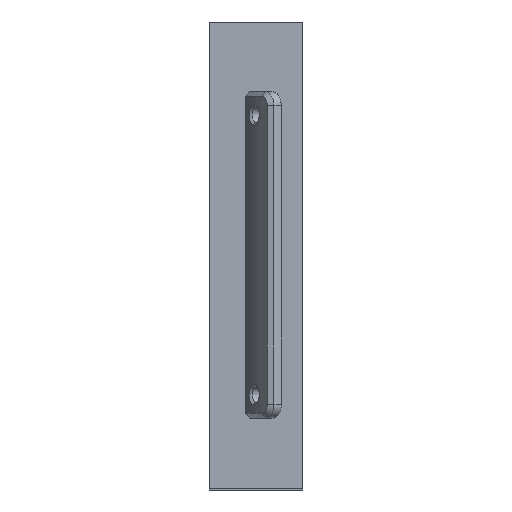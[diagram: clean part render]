
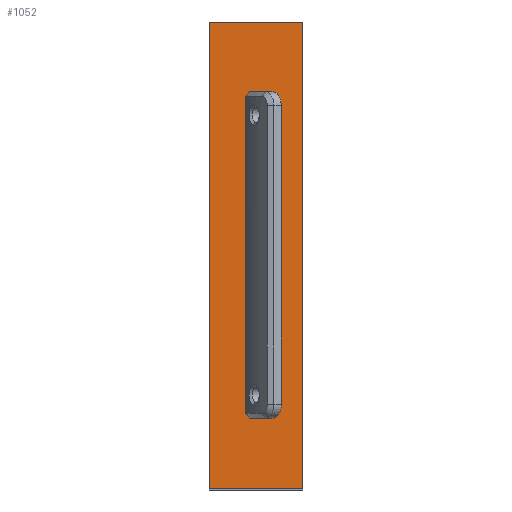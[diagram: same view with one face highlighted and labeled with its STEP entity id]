
A CAD part, top view. The second image highlights one B-rep face of the part: STEP entity #1052.
In plain terms, the highlighted planar face has unit normal (0, 0, -1).
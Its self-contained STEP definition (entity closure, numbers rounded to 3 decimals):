
#1013=DIRECTION('',(0.,-1.,0.));
#1014=VECTOR('',#1013,100.);
#1015=CARTESIAN_POINT('',(-48.514,50.,0.));
#1016=LINE('',#1015,#1014);
#1017=DIRECTION('',(1.,0.,0.));
#1018=VECTOR('',#1017,20.);
#1019=CARTESIAN_POINT('',(-48.514,-50.,0.));
#1020=LINE('',#1019,#1018);
#1021=DIRECTION('',(0.,1.,0.));
#1022=VECTOR('',#1021,100.);
#1023=CARTESIAN_POINT('',(-28.514,-50.,0.));
#1024=LINE('',#1023,#1022);
#1025=DIRECTION('',(-1.,0.,0.));
#1026=VECTOR('',#1025,20.);
#1027=CARTESIAN_POINT('',(-28.514,50.,0.));
#1028=LINE('',#1027,#1026);
#1029=CARTESIAN_POINT('',(-48.514,-50.,0.));
#1030=CARTESIAN_POINT('',(-48.514,50.,0.));
#1031=VERTEX_POINT('',#1029);
#1032=VERTEX_POINT('',#1030);
#1033=CARTESIAN_POINT('',(-28.514,-50.,0.));
#1034=CARTESIAN_POINT('',(-28.514,50.,0.));
#1035=VERTEX_POINT('',#1033);
#1036=VERTEX_POINT('',#1034);
#1037=CARTESIAN_POINT('',(-48.514,-50.,0.));
#1038=DIRECTION('',(0.,0.,-1.));
#1039=DIRECTION('',(0.,1.,0.));
#1040=AXIS2_PLACEMENT_3D('',#1037,#1038,#1039);
#1041=PLANE('',#1040);
#1043=ORIENTED_EDGE('',*,*,#1042,.T.);
#1045=ORIENTED_EDGE('',*,*,#1044,.T.);
#1047=ORIENTED_EDGE('',*,*,#1046,.T.);
#1049=ORIENTED_EDGE('',*,*,#1048,.T.);
#1050=EDGE_LOOP('',(#1043,#1045,#1047,#1049));
#1051=FACE_OUTER_BOUND('',#1050,.F.);
#1052=ADVANCED_FACE('',(#1051),#1041,.T.);
#1042=EDGE_CURVE('',#1032,#1031,#1016,.T.);
#1044=EDGE_CURVE('',#1031,#1035,#1020,.T.);
#1046=EDGE_CURVE('',#1035,#1036,#1024,.T.);
#1048=EDGE_CURVE('',#1036,#1032,#1028,.T.);
